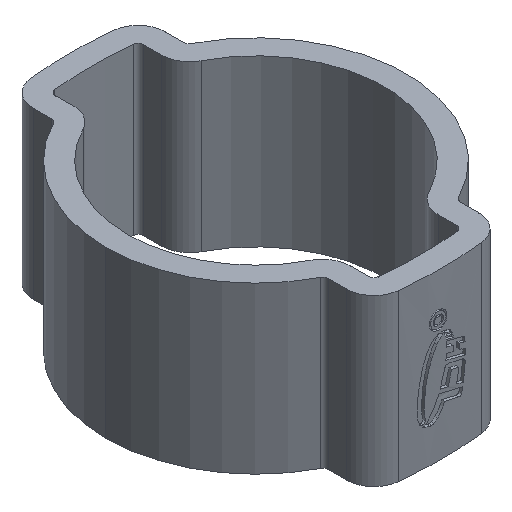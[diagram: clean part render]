
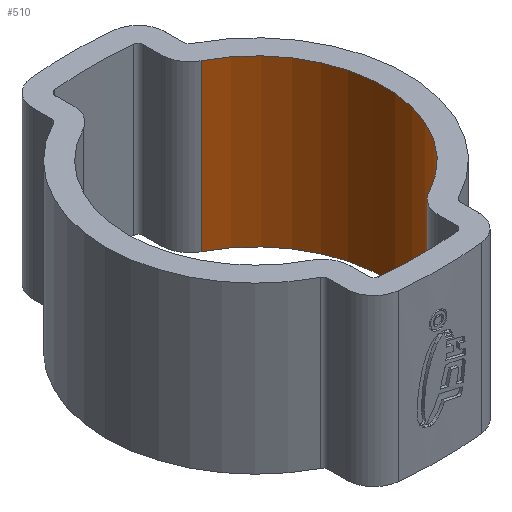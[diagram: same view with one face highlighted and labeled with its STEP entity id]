
A CAD part, isometric view. The second image highlights one B-rep face of the part: STEP entity #510.
In plain terms, the highlighted cylindrical face has radius 4.65 mm (diameter 9.3 mm), a partial arc.
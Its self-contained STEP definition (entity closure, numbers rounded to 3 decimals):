
#4 = ORIENTED_EDGE ( 'NONE', *, *, #292, .F. ) ;
#97 = DIRECTION ( 'NONE',  ( 0., 0., -1. ) ) ;
#292 = EDGE_CURVE ( 'NONE', #2448, #4762, #1050, .T. ) ;
#318 = DIRECTION ( 'NONE',  ( -1., 0., 0. ) ) ;
#510 = ADVANCED_FACE ( 'NONE', ( #1858 ), #5311, .F. ) ;
#559 = CARTESIAN_POINT ( 'NONE',  ( 2.14, -4.128, 3. ) ) ;
#682 = AXIS2_PLACEMENT_3D ( 'NONE', #2804, #5447, #1823 ) ;
#1050 = LINE ( 'NONE', #559, #4435 ) ;
#1289 = CARTESIAN_POINT ( 'NONE',  ( 0., 0., 3. ) ) ;
#1636 = AXIS2_PLACEMENT_3D ( 'NONE', #1289, #1744, #3548 ) ;
#1744 = DIRECTION ( 'NONE',  ( 0., 0., -1. ) ) ;
#1823 = DIRECTION ( 'NONE',  ( -1., 0., 0. ) ) ;
#1858 = FACE_OUTER_BOUND ( 'NONE', #2714, .T. ) ;
#2159 = DIRECTION ( 'NONE',  ( 0., 0., 1. ) ) ;
#2448 = VERTEX_POINT ( 'NONE', #5129 ) ;
#2462 = DIRECTION ( 'NONE',  ( 0., 0., -1. ) ) ;
#2591 = EDGE_CURVE ( 'NONE', #2827, #3059, #2747, .T. ) ;
#2606 = CIRCLE ( 'NONE', #3908, 4.65 ) ;
#2714 = EDGE_LOOP ( 'NONE', ( #3353, #4, #3218, #5042 ) ) ;
#2747 = LINE ( 'NONE', #2854, #4355 ) ;
#2804 = CARTESIAN_POINT ( 'NONE',  ( 0., 0., -3. ) ) ;
#2827 = VERTEX_POINT ( 'NONE', #3407 ) ;
#2846 = EDGE_CURVE ( 'NONE', #2448, #2827, #2606, .T. ) ;
#2854 = CARTESIAN_POINT ( 'NONE',  ( 2.14, 4.128, 3. ) ) ;
#3059 = VERTEX_POINT ( 'NONE', #5463 ) ;
#3218 = ORIENTED_EDGE ( 'NONE', *, *, #2846, .T. ) ;
#3353 = ORIENTED_EDGE ( 'NONE', *, *, #5031, .F. ) ;
#3407 = CARTESIAN_POINT ( 'NONE',  ( 2.14, 4.128, 3. ) ) ;
#3548 = DIRECTION ( 'NONE',  ( -1., 0., 0. ) ) ;
#3908 = AXIS2_PLACEMENT_3D ( 'NONE', #4875, #2159, #318 ) ;
#4355 = VECTOR ( 'NONE', #97, 1000. ) ;
#4435 = VECTOR ( 'NONE', #2462, 1000. ) ;
#4604 = CIRCLE ( 'NONE', #682, 4.65 ) ;
#4762 = VERTEX_POINT ( 'NONE', #5623 ) ;
#4875 = CARTESIAN_POINT ( 'NONE',  ( 0., 0., 3. ) ) ;
#5031 = EDGE_CURVE ( 'NONE', #4762, #3059, #4604, .T. ) ;
#5042 = ORIENTED_EDGE ( 'NONE', *, *, #2591, .T. ) ;
#5129 = CARTESIAN_POINT ( 'NONE',  ( 2.14, -4.128, 3. ) ) ;
#5311 = CYLINDRICAL_SURFACE ( 'NONE', #1636, 4.65 ) ;
#5447 = DIRECTION ( 'NONE',  ( 0., 0., 1. ) ) ;
#5463 = CARTESIAN_POINT ( 'NONE',  ( 2.14, 4.128, -3. ) ) ;
#5623 = CARTESIAN_POINT ( 'NONE',  ( 2.14, -4.128, -3. ) ) ;
